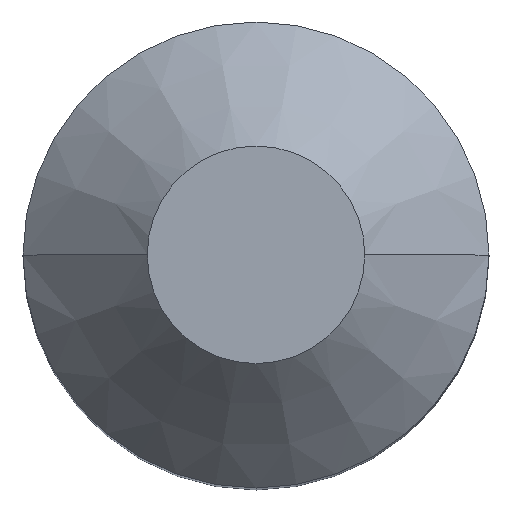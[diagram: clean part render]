
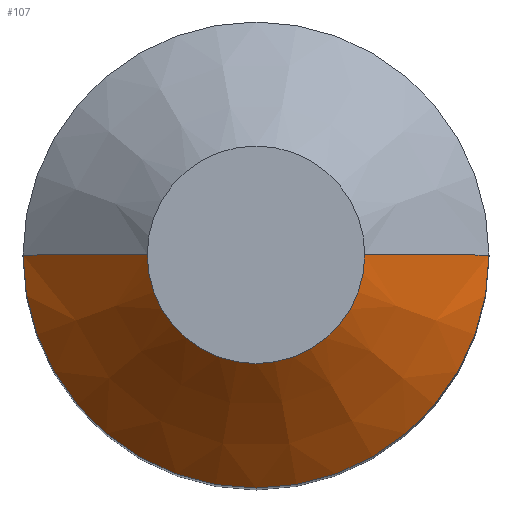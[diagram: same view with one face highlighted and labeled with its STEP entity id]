
A CAD part, top view. The second image highlights one B-rep face of the part: STEP entity #107.
In plain terms, the highlighted conical face has half-angle 45 degrees and reference radius 11 mm.
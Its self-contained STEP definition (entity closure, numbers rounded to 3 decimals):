
#67=VERTEX_POINT('',#170);
#103=EDGE_CURVE('',#67,#133,#211,.T.);
#107=ADVANCED_FACE('',(#215),#216,.T.);
#109=EDGE_CURVE('',#133,#127,#218,.T.);
#111=EDGE_CURVE('',#135,#127,#220,.T.);
#127=VERTEX_POINT('',#240);
#129=EDGE_CURVE('',#135,#67,#242,.T.);
#133=VERTEX_POINT('',#246);
#135=VERTEX_POINT('',#248);
#170=CARTESIAN_POINT('',(15.0,0.,72.0));
#211=CIRCLE('',#328,15.0);
#215=FACE_OUTER_BOUND('',#334,.T.);
#216=CONICAL_SURFACE('',#335,11.0,0.785);
#218=LINE('',#338,#339);
#220=CIRCLE('',#342,7.0);
#240=CARTESIAN_POINT('',(-7.0,0.,80.0));
#242=LINE('',#367,#368);
#246=CARTESIAN_POINT('',(-15.0,0.,72.0));
#248=CARTESIAN_POINT('',(7.0,0.,80.0));
#328=AXIS2_PLACEMENT_3D('',#456,#457,#458);
#334=EDGE_LOOP('',(#461,#462,#463,#464));
#335=AXIS2_PLACEMENT_3D('',#465,#466,#467);
#338=CARTESIAN_POINT('',(-11.0,0.,76.0));
#339=VECTOR('',#468,1.0);
#342=AXIS2_PLACEMENT_3D('',#469,#470,#471);
#367=CARTESIAN_POINT('',(11.0,0.,76.0));
#368=VECTOR('',#503,1.0);
#456=CARTESIAN_POINT('',(0.0,0.,72.0));
#457=DIRECTION('',(0.0,0.,-1.0));
#458=DIRECTION('',(1.0,0.0,0.0));
#461=ORIENTED_EDGE('',*,*,#129,.F.);
#462=ORIENTED_EDGE('',*,*,#111,.T.);
#463=ORIENTED_EDGE('',*,*,#109,.F.);
#464=ORIENTED_EDGE('',*,*,#103,.F.);
#465=CARTESIAN_POINT('',(0.0,0.,76.0));
#466=DIRECTION('',(0.0,0.,-1.0));
#467=DIRECTION('',(1.0,0.0,0.0));
#468=DIRECTION('',(0.707,0.,0.707));
#469=CARTESIAN_POINT('',(0.0,0.,80.0));
#470=DIRECTION('',(0.0,0.,-1.0));
#471=DIRECTION('',(1.0,0.0,0.0));
#503=DIRECTION('',(0.707,0.,-0.707));
